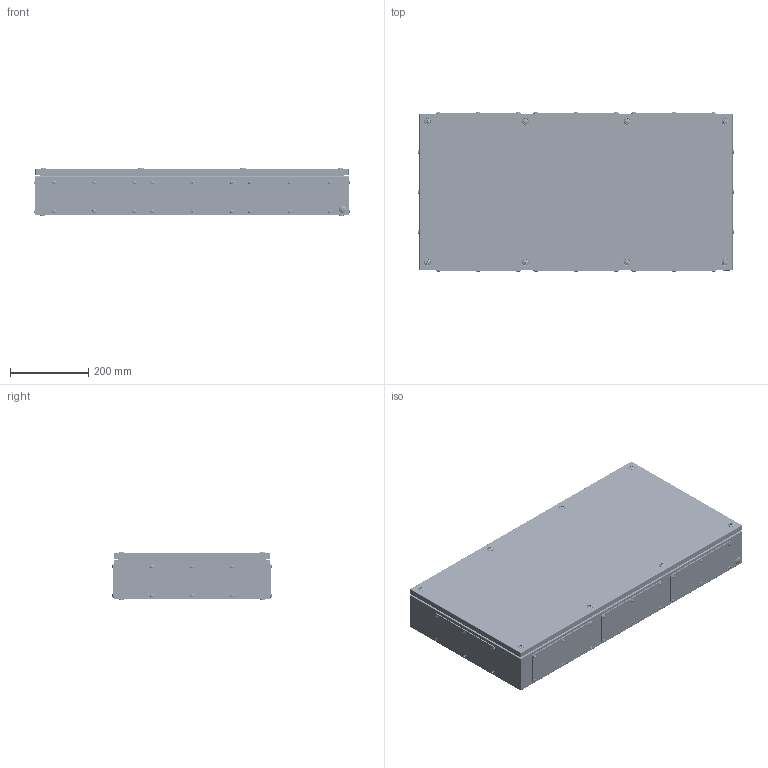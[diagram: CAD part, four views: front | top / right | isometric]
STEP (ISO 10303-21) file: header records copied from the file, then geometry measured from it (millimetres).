
FILE_DESCRIPTION (( 'STEP AP203' ), '1' );
FILE_NAME ('800x400x120 R5CDE84120F.step', '2012-05-12T14:21:45', ( 'User' ), ( 'DKC' ), 'SwSTEP 2.0', 'SolidWorks 2011', '' );
FILE_SCHEMA (( 'CONFIG_CONTROL_DESIGN' ));
Length unit declared in the file: millimetre
Products named in the file (24): 800x400x120 R5CDE84120F; Tapping screw 4.2x9.5_Screw DIN 968-ST4.2x9.5-R-H-S; Mounting plates_800x400; AC00C323_Default; Screw M5 CDE AC00C324; Cover CDE 1mm_800x400; sealant for cover CDE_800x400; Frame CDE with flanges K0 1mm_800x400x120; CD01C556_CD01C556; Traversino CD01C553_400; end-cap_AC00C061; land; Çåðêàëüíî îòðàçèòüÇåðêàëüíî îòðàçèòüSquadretta fissaggio_Default; Çåðêàëüíî îòðàçèòüSquadretta fissaggio1_Default; Çåðêàëüíî îòðàçèòüSquadretta fissaggio_Default; Squadretta fissaggio_CD01C555; Tapping screw 4.8x9.5 AC00C352_AC00C352; flange CDE_CD01C055; Guarnizione CDE AC00C326_Default; End-cup AC00C317_Default; AC00C316_AC00C316; Traversino centrale CDE new_400 CD01C???; Frame CDE with flanges 1mm_800x400x120
Assembly tree (112 placements, depth 3):
  800x400x120 R5CDE84120F
    Screw M5 CDE AC00C324  x8
    Tapping screw 4.2x9.5_Screw DIN 968-ST4.2x9.5-R-H-S  x6
    AC00C323_Default  x8
    Mounting plates_800x400
    Cover CDE 1mm_800x400
      sealant for cover CDE_800x400
      land
      end-cap_AC00C061
      Cover CDE 1mm_800x400
    Frame CDE with flanges K0 1mm_800x400x120
      Tapping screw 4.8x9.5 AC00C352_AC00C352  x48
      CD01C556_CD01C556  x4
      Guarnizione CDE AC00C326_Default  x8
      flange CDE_CD01C055  x8
      AC00C316_AC00C316
      Squadretta fissaggio_CD01C555
      Traversino CD01C553_400  x2
      End-cup AC00C317_Default  x4
      land
      Çåðêàëüíî îòðàçèòüÇåðêàëüíî îòðàçèòüSquadretta fissaggio_Default
      end-cap_AC00C061
      Çåðêàëüíî îòðàçèòüSquadretta fissaggio1_Default
      Çåðêàëüíî îòðàçèòüSquadretta fissaggio_Default
      Traversino centrale CDE new_400 CD01C???
      Frame CDE with flanges 1mm_800x400x120
Bounding box: 808.25 x 408.25 x 122.68 mm (x, y, z)
Volume: 2086993.8 mm3; surface area: 3039904.7 mm2
Topology: 112 solids, 112 shells, 6369 faces, 15627 edges, 9608 vertices
Faces by surface type: plane 2250, cylinder 1775, cone 1388, bspline 614, torus 204, sphere 138
Entity records: 127025 total; most frequent: CARTESIAN_POINT 84361, ORIENTED_EDGE 8342, DIRECTION 7241, EDGE_CURVE 4171, AXIS2_PLACEMENT_3D 2735, VERTEX_POINT 2608, EDGE_LOOP 1917, LINE 1771
